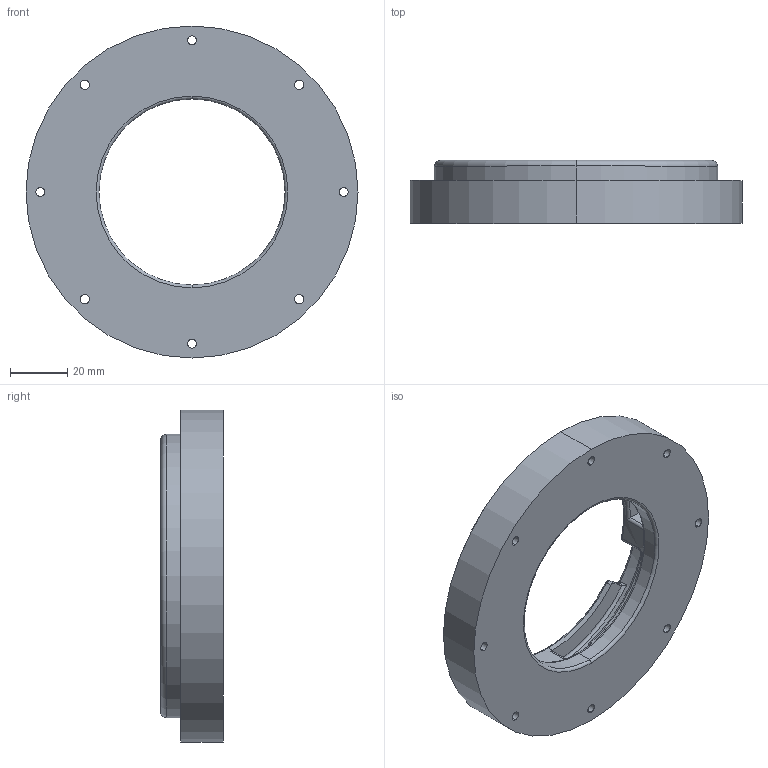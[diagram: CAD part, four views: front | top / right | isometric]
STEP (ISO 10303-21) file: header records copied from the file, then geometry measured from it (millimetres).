
FILE_DESCRIPTION (( 'STEP AP203' ), '1' );
FILE_NAME ('Vacuum_gate02_v2.STEP', '2025-01-08T08:27:57', ( '' ), ( '' ), 'SwSTEP 2.0', 'SolidWorks 2024', '' );
FILE_SCHEMA (( 'CONFIG_CONTROL_DESIGN' ));
Length unit declared in the file: millimetre
Products named in the file (1): Vacuum_gate02_v2
Bounding box: 116 x 22 x 116 mm (x, y, z)
Volume: 108113.8 mm3; surface area: 30556.1 mm2
Topology: 1 solids, 1 shells, 264 faces, 623 edges, 357 vertices
Faces by surface type: cylinder 127, torus 55, plane 44, sphere 29, bspline 9
Entity records: 8019 total; most frequent: CARTESIAN_POINT 1829, DIRECTION 1455, ORIENTED_EDGE 1184, AXIS2_PLACEMENT_3D 636, EDGE_CURVE 592, CIRCLE 380, VERTEX_POINT 348, EDGE_LOOP 300
